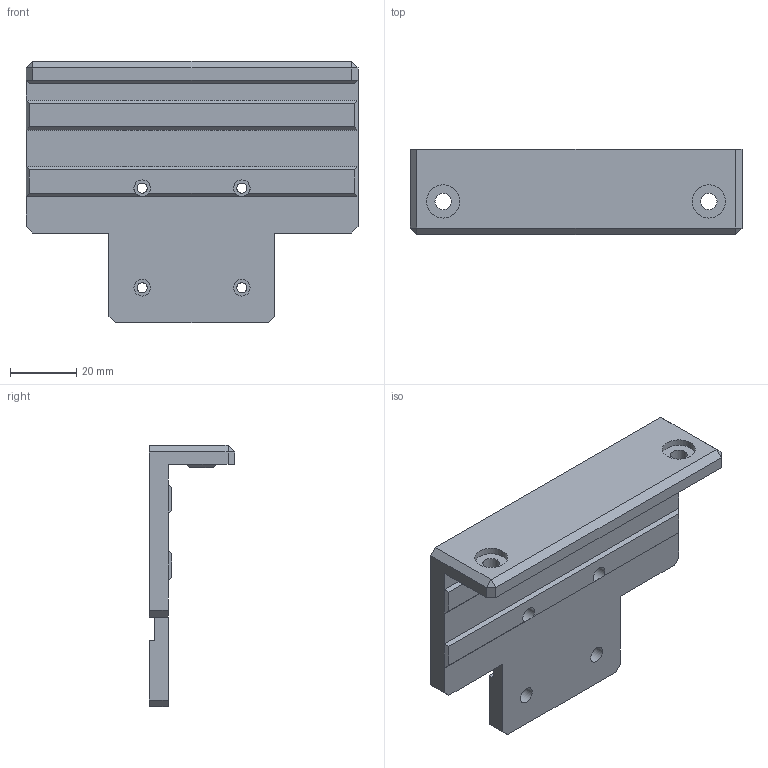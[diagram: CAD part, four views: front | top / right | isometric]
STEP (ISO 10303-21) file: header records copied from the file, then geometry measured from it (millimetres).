
FILE_DESCRIPTION(/* description */ (''),/* implementation_level */ '2;1');
FILE_NAME(/* name */ '1-PanelDue7i_mount v2.step',/* time_stamp */ '2019-09-14T12:46:16-04:00',/* author */ (''),/* organization */ (''),/* preprocessor_version */ 'ST-DEVELOPER v18',/* originating_system */ 'Autodesk Translation Framework v8.6.0.1094',/* authorisation */ '');
FILE_SCHEMA (('AUTOMOTIVE_DESIGN { 1 0 10303 214 3 1 1 }'));
Length unit declared in the file: millimetre
Products named in the file (1): 1-PanelDue7i_mount
Bounding box: 100 x 25.7 x 78.7 mm (x, y, z)
Volume: 49087.5 mm3; surface area: 19949.5 mm2
Topology: 1 solids, 1 shells, 63 faces, 171 edges, 114 vertices
Faces by surface type: plane 51, cylinder 12
Full cylindrical faces by diameter (mm): 3 x4, 5 x6, 10 x2
Entity records: 2059 total; most frequent: DIRECTION 349, CARTESIAN_POINT 349, ORIENTED_EDGE 342, EDGE_CURVE 171, LINE 121, VECTOR 121, VERTEX_POINT 114, AXIS2_PLACEMENT_3D 114
